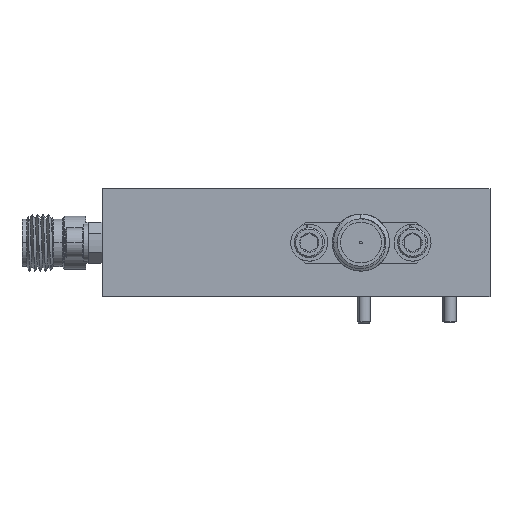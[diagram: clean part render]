
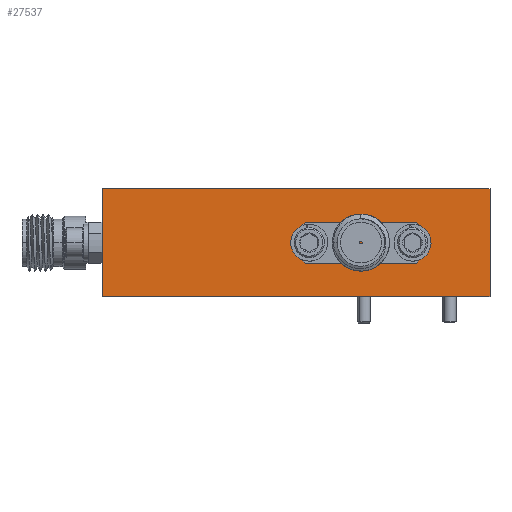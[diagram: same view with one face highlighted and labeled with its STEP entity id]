
A CAD part, top view. The second image highlights one B-rep face of the part: STEP entity #27537.
In plain terms, the highlighted planar face has unit normal (0, 0, 1).
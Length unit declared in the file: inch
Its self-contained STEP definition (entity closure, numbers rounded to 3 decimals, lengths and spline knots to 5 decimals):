
#283 = LINE ( 'NONE', #22176, #15389 ) ;
#1136 = VERTEX_POINT ( 'NONE', #8689 ) ;
#1340 = EDGE_CURVE ( 'NONE', #17828, #23921, #4714, .T. ) ;
#2629 = DIRECTION ( 'NONE',  ( 0., -1., 0. ) ) ;
#3747 = DIRECTION ( 'NONE',  ( 1., 0., 0. ) ) ;
#3902 = EDGE_CURVE ( 'NONE', #17293, #17754, #31360, .T. ) ;
#4120 = DIRECTION ( 'NONE',  ( 1., 0., 0. ) ) ;
#4663 = DIRECTION ( 'NONE',  ( -1., 0., 0. ) ) ;
#4714 = LINE ( 'NONE', #34500, #35267 ) ;
#4741 = CARTESIAN_POINT ( 'NONE',  ( 0.9, 0.5, 0.55 ) ) ;
#8052 = ORIENTED_EDGE ( 'NONE', *, *, #8666, .F. ) ;
#8169 = ORIENTED_EDGE ( 'NONE', *, *, #20527, .F. ) ;
#8485 = ORIENTED_EDGE ( 'NONE', *, *, #30859, .F. ) ;
#8666 = EDGE_CURVE ( 'NONE', #1136, #13197, #21162, .T. ) ;
#8689 = CARTESIAN_POINT ( 'NONE',  ( 0.025, 0.25, 0.55 ) ) ;
#10220 = FACE_BOUND ( 'NONE', #10392, .T. ) ;
#10392 = EDGE_LOOP ( 'NONE', ( #8485, #8052 ) ) ;
#10674 = VERTEX_POINT ( 'NONE', #20811 ) ;
#11116 = DIRECTION ( 'NONE',  ( 0., 0., 1. ) ) ;
#11140 = AXIS2_PLACEMENT_3D ( 'NONE', #16464, #11116, #22047 ) ;
#11189 = EDGE_CURVE ( 'NONE', #17754, #17293, #19507, .T. ) ;
#12348 = CARTESIAN_POINT ( 'NONE',  ( 0.54, 0.25, 0.55 ) ) ;
#12596 = DIRECTION ( 'NONE',  ( 1., 0., 0. ) ) ;
#13194 = EDGE_LOOP ( 'NONE', ( #21574, #27487 ) ) ;
#13197 = VERTEX_POINT ( 'NONE', #35366 ) ;
#13261 = PLANE ( 'NONE',  #15928 ) ;
#13419 = DIRECTION ( 'NONE',  ( 1., 0., 0. ) ) ;
#15225 = CARTESIAN_POINT ( 'NONE',  ( 0.54, 0.25, 0.55 ) ) ;
#15389 = VECTOR ( 'NONE', #2629, 39.37008 ) ;
#15725 = CARTESIAN_POINT ( 'NONE',  ( 0.9, 0.5, 0.55 ) ) ;
#15757 = CARTESIAN_POINT ( 'NONE',  ( 0.9, 0.5, 0.55 ) ) ;
#15928 = AXIS2_PLACEMENT_3D ( 'NONE', #15757, #23860, #4663 ) ;
#16464 = CARTESIAN_POINT ( 'NONE',  ( 0.06, 0.25, 0.55 ) ) ;
#17293 = VERTEX_POINT ( 'NONE', #29536 ) ;
#17754 = VERTEX_POINT ( 'NONE', #26934 ) ;
#17828 = VERTEX_POINT ( 'NONE', #24248 ) ;
#19507 = CIRCLE ( 'NONE', #30974, 0.035 ) ;
#20067 = CARTESIAN_POINT ( 'NONE',  ( 0.06, 0.25, 0.55 ) ) ;
#20527 = EDGE_CURVE ( 'NONE', #10674, #31101, #26619, .T. ) ;
#20811 = CARTESIAN_POINT ( 'NONE',  ( -0.9, 0.5, 0.55 ) ) ;
#21133 = DIRECTION ( 'NONE',  ( 0., 0., 1. ) ) ;
#21162 = CIRCLE ( 'NONE', #29745, 0.035 ) ;
#21336 = FACE_BOUND ( 'NONE', #13194, .T. ) ;
#21455 = CIRCLE ( 'NONE', #11140, 0.035 ) ;
#21574 = ORIENTED_EDGE ( 'NONE', *, *, #11189, .F. ) ;
#22011 = VECTOR ( 'NONE', #26733, 39.37008 ) ;
#22047 = DIRECTION ( 'NONE',  ( 1., 0., 0. ) ) ;
#22176 = CARTESIAN_POINT ( 'NONE',  ( 0.9, 0.5, 0.55 ) ) ;
#22400 = ORIENTED_EDGE ( 'NONE', *, *, #28151, .F. ) ;
#22473 = EDGE_LOOP ( 'NONE', ( #32269, #22400, #8169, #28200 ) ) ;
#23585 = DIRECTION ( 'NONE',  ( 1., 0., 0. ) ) ;
#23860 = DIRECTION ( 'NONE',  ( 0., 0., -1. ) ) ;
#23921 = VERTEX_POINT ( 'NONE', #29293 ) ;
#23941 = AXIS2_PLACEMENT_3D ( 'NONE', #15225, #27052, #13419 ) ;
#24248 = CARTESIAN_POINT ( 'NONE',  ( -0.9, 0., 0.55 ) ) ;
#26139 = VECTOR ( 'NONE', #23585, 39.37008 ) ;
#26547 = CARTESIAN_POINT ( 'NONE',  ( -0.9, 0.5, 0.55 ) ) ;
#26619 = LINE ( 'NONE', #4741, #26139 ) ;
#26733 = DIRECTION ( 'NONE',  ( 0., -1., 0. ) ) ;
#26934 = CARTESIAN_POINT ( 'NONE',  ( 0.575, 0.25, 0.55 ) ) ;
#27052 = DIRECTION ( 'NONE',  ( 0., 0., 1. ) ) ;
#27487 = ORIENTED_EDGE ( 'NONE', *, *, #3902, .F. ) ;
#27537 = ADVANCED_FACE ( 'NONE', ( #10220, #21336, #32279 ), #13261, .F. ) ;
#28151 = EDGE_CURVE ( 'NONE', #31101, #23921, #283, .T. ) ;
#28200 = ORIENTED_EDGE ( 'NONE', *, *, #30679, .T. ) ;
#29247 = LINE ( 'NONE', #26547, #22011 ) ;
#29293 = CARTESIAN_POINT ( 'NONE',  ( 0.9, 0., 0.55 ) ) ;
#29536 = CARTESIAN_POINT ( 'NONE',  ( 0.505, 0.25, 0.55 ) ) ;
#29745 = AXIS2_PLACEMENT_3D ( 'NONE', #20067, #31369, #3747 ) ;
#30679 = EDGE_CURVE ( 'NONE', #10674, #17828, #29247, .T. ) ;
#30859 = EDGE_CURVE ( 'NONE', #13197, #1136, #21455, .T. ) ;
#30974 = AXIS2_PLACEMENT_3D ( 'NONE', #12348, #21133, #4120 ) ;
#31101 = VERTEX_POINT ( 'NONE', #15725 ) ;
#31360 = CIRCLE ( 'NONE', #23941, 0.035 ) ;
#31369 = DIRECTION ( 'NONE',  ( 0., 0., 1. ) ) ;
#32269 = ORIENTED_EDGE ( 'NONE', *, *, #1340, .T. ) ;
#32279 = FACE_OUTER_BOUND ( 'NONE', #22473, .T. ) ;
#34500 = CARTESIAN_POINT ( 'NONE',  ( 0.9, 0., 0.55 ) ) ;
#35267 = VECTOR ( 'NONE', #12596, 39.37008 ) ;
#35366 = CARTESIAN_POINT ( 'NONE',  ( 0.095, 0.25, 0.55 ) ) ;
